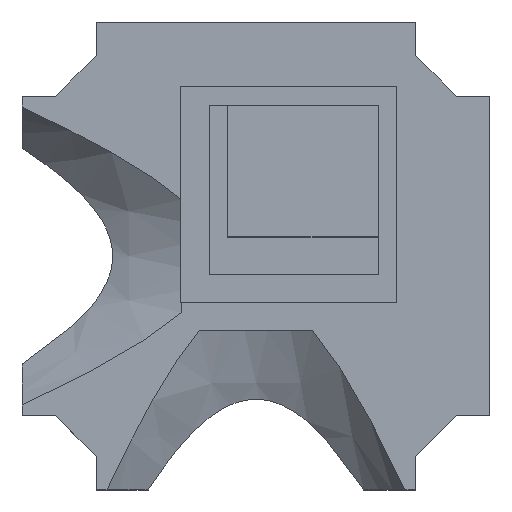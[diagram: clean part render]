
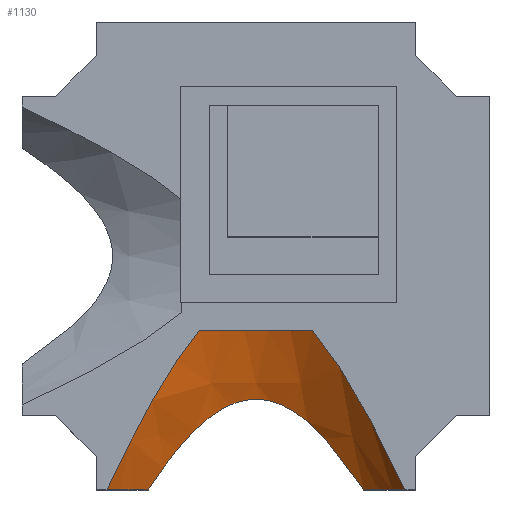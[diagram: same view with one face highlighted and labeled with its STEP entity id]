
A CAD part, top view. The second image highlights one B-rep face of the part: STEP entity #1130.
In plain terms, the highlighted conical face has half-angle 20 degrees and reference radius 20.476 mm.
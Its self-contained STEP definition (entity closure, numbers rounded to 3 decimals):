
#20=(
BOUNDED_CURVE()
B_SPLINE_CURVE(2,(#1716,#1717,#1718),.UNSPECIFIED.,.F.,.F.)
B_SPLINE_CURVE_WITH_KNOTS((3,3),(0.,1.968),.UNSPECIFIED.)
CURVE()
GEOMETRIC_REPRESENTATION_ITEM()
RATIONAL_B_SPLINE_CURVE((1.,1.043,1.))
REPRESENTATION_ITEM('')
);
#21=(
BOUNDED_CURVE()
B_SPLINE_CURVE(2,(#1722,#1723,#1724),.UNSPECIFIED.,.F.,.F.)
B_SPLINE_CURVE_WITH_KNOTS((3,3),(0.,1.968),.UNSPECIFIED.)
CURVE()
GEOMETRIC_REPRESENTATION_ITEM()
RATIONAL_B_SPLINE_CURVE((1.,1.043,1.))
REPRESENTATION_ITEM('')
);
#22=(
BOUNDED_CURVE()
B_SPLINE_CURVE(2,(#1782,#1783,#1784),.UNSPECIFIED.,.F.,.F.)
B_SPLINE_CURVE_WITH_KNOTS((3,3),(0.,2.997),.UNSPECIFIED.)
CURVE()
GEOMETRIC_REPRESENTATION_ITEM()
RATIONAL_B_SPLINE_CURVE((1.,1.207,1.))
REPRESENTATION_ITEM('')
);
#24=CONICAL_SURFACE('',#1213,20.476,0.349);
#32=CIRCLE('',#1214,20.476);
#33=CIRCLE('',#1215,14.289);
#34=CIRCLE('',#1216,20.476);
#72=FACE_OUTER_BOUND('',#134,.T.);
#134=EDGE_LOOP('',(#915,#916,#917,#918,#919,#920));
#523=VERTEX_POINT('',#1713);
#524=VERTEX_POINT('',#1715);
#525=VERTEX_POINT('',#1719);
#526=VERTEX_POINT('',#1721);
#547=VERTEX_POINT('',#1780);
#548=VERTEX_POINT('',#1781);
#656=EDGE_CURVE('',#523,#524,#20,.T.);
#658=EDGE_CURVE('',#525,#526,#21,.T.);
#687=EDGE_CURVE('',#547,#548,#22,.T.);
#688=EDGE_CURVE('',#526,#547,#32,.T.);
#689=EDGE_CURVE('',#524,#525,#33,.T.);
#690=EDGE_CURVE('',#548,#523,#34,.T.);
#915=ORIENTED_EDGE('',*,*,#687,.F.);
#916=ORIENTED_EDGE('',*,*,#688,.F.);
#917=ORIENTED_EDGE('',*,*,#658,.F.);
#918=ORIENTED_EDGE('',*,*,#689,.F.);
#919=ORIENTED_EDGE('',*,*,#656,.F.);
#920=ORIENTED_EDGE('',*,*,#690,.F.);
#1130=ADVANCED_FACE('',(#72),#24,.F.);
#1213=AXIS2_PLACEMENT_3D('',#1779,#1429,#1430);
#1214=AXIS2_PLACEMENT_3D('',#1785,#1431,#1432);
#1215=AXIS2_PLACEMENT_3D('',#1786,#1433,#1434);
#1216=AXIS2_PLACEMENT_3D('',#1787,#1435,#1436);
#1429=DIRECTION('center_axis',(0.,-1.,0.));
#1430=DIRECTION('ref_axis',(1.,0.,0.));
#1431=DIRECTION('center_axis',(0.,1.,0.));
#1432=DIRECTION('ref_axis',(1.,0.,0.));
#1433=DIRECTION('center_axis',(0.,-1.,0.));
#1434=DIRECTION('ref_axis',(1.,0.,0.));
#1435=DIRECTION('center_axis',(0.,1.,0.));
#1436=DIRECTION('ref_axis',(1.,0.,0.));
#1713=CARTESIAN_POINT('',(-36.785,-3.97,13.));
#1715=CARTESIAN_POINT('',(-26.944,13.03,13.));
#1716=CARTESIAN_POINT('Ctrl Pts',(-36.785,-3.97,13.));
#1717=CARTESIAN_POINT('Ctrl Pts',(-30.989,8.357,13.));
#1718=CARTESIAN_POINT('Ctrl Pts',(-26.944,13.03,13.));
#1719=CARTESIAN_POINT('',(-14.927,13.03,13.));
#1721=CARTESIAN_POINT('',(-5.086,-3.97,13.));
#1722=CARTESIAN_POINT('Ctrl Pts',(-14.927,13.03,13.));
#1723=CARTESIAN_POINT('Ctrl Pts',(-10.882,8.357,13.));
#1724=CARTESIAN_POINT('Ctrl Pts',(-5.086,-3.97,13.));
#1779=CARTESIAN_POINT('Origin',(-20.936,-3.97,25.964));
#1780=CARTESIAN_POINT('',(-9.468,-3.97,9.));
#1781=CARTESIAN_POINT('',(-32.403,-3.97,9.));
#1782=CARTESIAN_POINT('Ctrl Pts',(-9.468,-3.97,9.));
#1783=CARTESIAN_POINT('Ctrl Pts',(-20.936,13.674,9.));
#1784=CARTESIAN_POINT('Ctrl Pts',(-32.403,-3.97,9.));
#1785=CARTESIAN_POINT('Origin',(-20.936,-3.97,25.964));
#1786=CARTESIAN_POINT('Origin',(-20.936,13.03,25.964));
#1787=CARTESIAN_POINT('Origin',(-20.936,-3.97,25.964));
